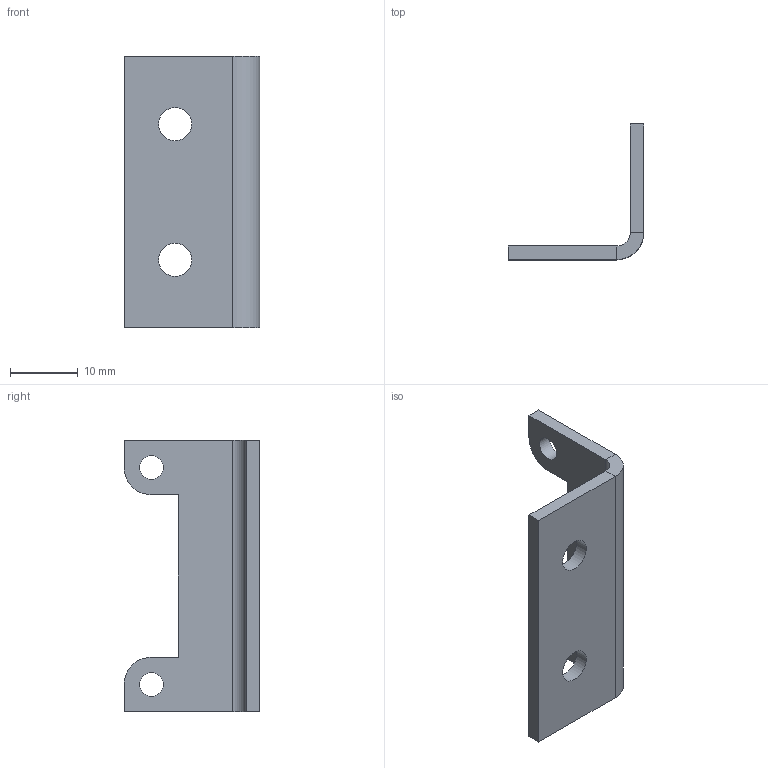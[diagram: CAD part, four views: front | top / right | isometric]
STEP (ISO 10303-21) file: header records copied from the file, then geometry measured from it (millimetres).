
FILE_DESCRIPTION(/* description */ (''),/* implementation_level */ '2;1');
FILE_NAME(/* name */ 'vifte.stp',/* time_stamp */ '2025-04-29T12:16:10+02:00',/* author */ ('saeth'),/* organization */ (''),/* preprocessor_version */ 'ST-DEVELOPER v20',/* originating_system */ 'Autodesk Inventor 2025',/* authorisation */ '');
FILE_SCHEMA (('AUTOMOTIVE_DESIGN { 1 0 10303 214 3 1 1 }'));
Length unit declared in the file: millimetre
Products named in the file (1): vifte
Bounding box: 20 x 20 x 40 mm (x, y, z)
Volume: 2425.3 mm3; surface area: 2862.9 mm2
Topology: 1 solids, 1 shells, 24 faces, 58 edges, 36 vertices
Faces by surface type: plane 16, cylinder 8
Full cylindrical faces by diameter (mm): 3.5 x2, 4.9 x2
Entity records: 753 total; most frequent: DIRECTION 124, CARTESIAN_POINT 119, ORIENTED_EDGE 116, EDGE_CURVE 58, LINE 42, VECTOR 42, AXIS2_PLACEMENT_3D 41, VERTEX_POINT 36
